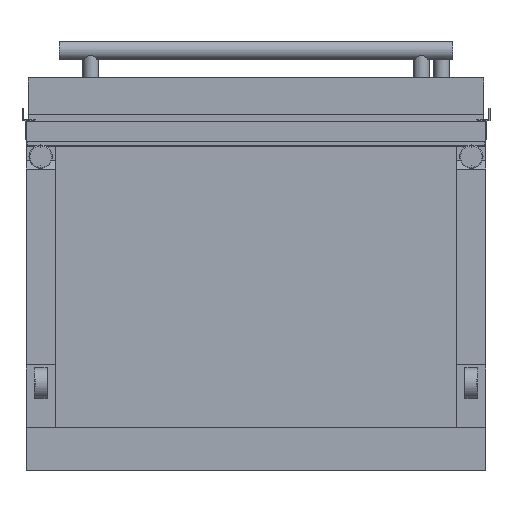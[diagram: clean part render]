
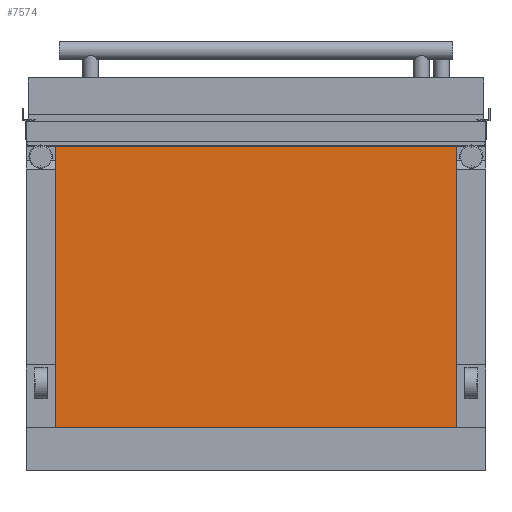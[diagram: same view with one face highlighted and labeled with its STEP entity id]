
A CAD part, front view. The second image highlights one B-rep face of the part: STEP entity #7574.
In plain terms, the highlighted planar face has unit normal (0, -1, 0).
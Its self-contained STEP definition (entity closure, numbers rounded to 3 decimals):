
#481 = AXIS2_PLACEMENT_3D ( 'NONE', #7749, #16102, #2201 ) ;
#1020 = LINE ( 'NONE', #11935, #12196 ) ;
#1196 = VERTEX_POINT ( 'NONE', #5755 ) ;
#1225 = VERTEX_POINT ( 'NONE', #11351 ) ;
#1460 = ORIENTED_EDGE ( 'NONE', *, *, #6554, .F. ) ;
#1664 = CARTESIAN_POINT ( 'NONE',  ( 368., -928.35, -210.4 ) ) ;
#2187 = DIRECTION ( 'NONE',  ( 1., 0., 0. ) ) ;
#2201 = DIRECTION ( 'NONE',  ( 0., 0., 1. ) ) ;
#2314 = LINE ( 'NONE', #16664, #2531 ) ;
#2318 = PLANE ( 'NONE',  #481 ) ;
#2348 = ORIENTED_EDGE ( 'NONE', *, *, #9402, .T. ) ;
#2531 = VECTOR ( 'NONE', #13957, 1000. ) ;
#3029 = VECTOR ( 'NONE', #15004, 1000. ) ;
#3901 = VECTOR ( 'NONE', #2187, 1000. ) ;
#4180 = ORIENTED_EDGE ( 'NONE', *, *, #9561, .T. ) ;
#5193 = LINE ( 'NONE', #1664, #3901 ) ;
#5582 = EDGE_CURVE ( 'NONE', #1225, #1196, #2314, .T. ) ;
#5755 = CARTESIAN_POINT ( 'NONE',  ( -321., -928.35, 240. ) ) ;
#6457 = DIRECTION ( 'NONE',  ( 1., 0., 0. ) ) ;
#6554 = EDGE_CURVE ( 'NONE', #1196, #16901, #1020, .T. ) ;
#7574 = ADVANCED_FACE ( 'NONE', ( #16457 ), #2318, .F. ) ;
#7749 = CARTESIAN_POINT ( 'NONE',  ( 321., -928.35, -280. ) ) ;
#8039 = CARTESIAN_POINT ( 'NONE',  ( 321., -928.35, -280. ) ) ;
#9402 = EDGE_CURVE ( 'NONE', #1225, #12771, #5193, .T. ) ;
#9498 = LINE ( 'NONE', #8039, #3029 ) ;
#9561 = EDGE_CURVE ( 'NONE', #12771, #16901, #9498, .T. ) ;
#10132 = CARTESIAN_POINT ( 'NONE',  ( 321., -928.35, 240. ) ) ;
#11351 = CARTESIAN_POINT ( 'NONE',  ( -321., -928.35, -210.4 ) ) ;
#11935 = CARTESIAN_POINT ( 'NONE',  ( 321., -928.35, 240. ) ) ;
#12196 = VECTOR ( 'NONE', #6457, 1000. ) ;
#12771 = VERTEX_POINT ( 'NONE', #13528 ) ;
#13528 = CARTESIAN_POINT ( 'NONE',  ( 321., -928.35, -210.4 ) ) ;
#13957 = DIRECTION ( 'NONE',  ( 0., 0., 1. ) ) ;
#14975 = EDGE_LOOP ( 'NONE', ( #16952, #2348, #4180, #1460 ) ) ;
#15004 = DIRECTION ( 'NONE',  ( 0., 0., 1. ) ) ;
#16102 = DIRECTION ( 'NONE',  ( 0., 1., 0. ) ) ;
#16457 = FACE_OUTER_BOUND ( 'NONE', #14975, .T. ) ;
#16664 = CARTESIAN_POINT ( 'NONE',  ( -321., -928.35, -280. ) ) ;
#16901 = VERTEX_POINT ( 'NONE', #10132 ) ;
#16952 = ORIENTED_EDGE ( 'NONE', *, *, #5582, .F. ) ;
